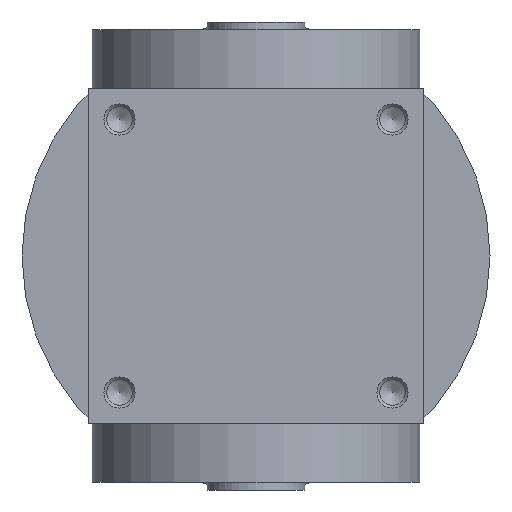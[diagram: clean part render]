
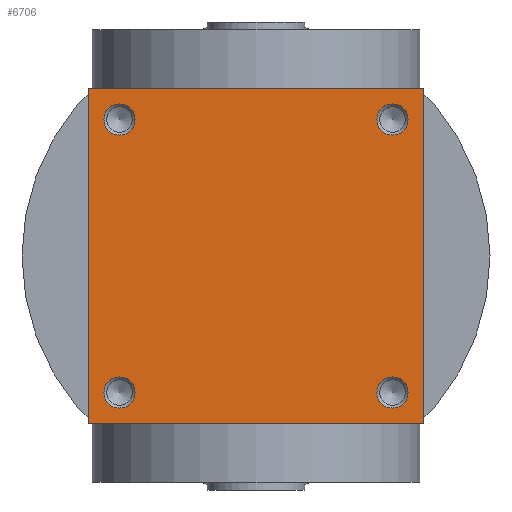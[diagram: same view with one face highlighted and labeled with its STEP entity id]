
A CAD part, left-side view. The second image highlights one B-rep face of the part: STEP entity #6706.
In plain terms, the highlighted face is planar.
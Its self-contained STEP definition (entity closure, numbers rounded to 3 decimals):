
#288=LINE('',#9607,#622);
#292=LINE('',#9624,#626);
#295=LINE('',#9640,#629);
#298=LINE('',#9654,#632);
#622=VECTOR('',#8181,1000.);
#626=VECTOR('',#8195,1000.);
#629=VECTOR('',#8210,1000.);
#632=VECTOR('',#8223,1000.);
#1402=ORIENTED_EDGE('',*,*,#2522,.F.);
#1403=ORIENTED_EDGE('',*,*,#2523,.T.);
#1404=ORIENTED_EDGE('',*,*,#2524,.F.);
#1405=ORIENTED_EDGE('',*,*,#2525,.T.);
#1406=ORIENTED_EDGE('',*,*,#2493,.F.);
#1407=ORIENTED_EDGE('',*,*,#2516,.F.);
#1408=ORIENTED_EDGE('',*,*,#2509,.F.);
#1409=ORIENTED_EDGE('',*,*,#2501,.F.);
#2493=EDGE_CURVE('',#3043,#3044,#288,.T.);
#2501=EDGE_CURVE('',#3044,#3051,#292,.T.);
#2509=EDGE_CURVE('',#3051,#3058,#295,.T.);
#2516=EDGE_CURVE('',#3058,#3043,#298,.T.);
#2522=EDGE_CURVE('',#3068,#3068,#3416,.T.);
#2523=EDGE_CURVE('',#3069,#3069,#3417,.T.);
#2524=EDGE_CURVE('',#3070,#3070,#3418,.T.);
#2525=EDGE_CURVE('',#3071,#3071,#3419,.T.);
#3043=VERTEX_POINT('',#9608);
#3044=VERTEX_POINT('',#9609);
#3051=VERTEX_POINT('',#9625);
#3058=VERTEX_POINT('',#9641);
#3068=VERTEX_POINT('',#9667);
#3069=VERTEX_POINT('',#9669);
#3070=VERTEX_POINT('',#9671);
#3071=VERTEX_POINT('',#9673);
#3416=CIRCLE('',#7250,4.);
#3417=CIRCLE('',#7251,4.);
#3418=CIRCLE('',#7252,4.);
#3419=CIRCLE('',#7253,4.);
#3629=EDGE_LOOP('',(#1402));
#3630=EDGE_LOOP('',(#1403));
#3631=EDGE_LOOP('',(#1404));
#3632=EDGE_LOOP('',(#1405));
#3633=EDGE_LOOP('',(#1406,#1407,#1408,#1409));
#4097=FACE_BOUND('',#3629,.T.);
#4098=FACE_BOUND('',#3630,.T.);
#4099=FACE_BOUND('',#3631,.T.);
#4100=FACE_BOUND('',#3632,.T.);
#4101=FACE_BOUND('',#3633,.T.);
#4435=PLANE('',#7249);
#6706=ADVANCED_FACE('',(#4097,#4098,#4099,#4100,#4101),#4435,.F.);
#7249=AXIS2_PLACEMENT_3D('',#9665,#8235,#8236);
#7250=AXIS2_PLACEMENT_3D('',#9666,#8237,#8238);
#7251=AXIS2_PLACEMENT_3D('',#9668,#8239,#8240);
#7252=AXIS2_PLACEMENT_3D('',#9670,#8241,#8242);
#7253=AXIS2_PLACEMENT_3D('',#9672,#8243,#8244);
#8181=DIRECTION('',(0.,-1.,0.));
#8195=DIRECTION('',(1.,0.,0.));
#8210=DIRECTION('',(0.,1.,0.));
#8223=DIRECTION('',(-1.,0.,0.));
#8235=DIRECTION('',(0.,0.,1.));
#8236=DIRECTION('',(1.,0.,0.));
#8237=DIRECTION('',(0.,0.,-1.));
#8238=DIRECTION('',(-1.,0.,0.));
#8239=DIRECTION('',(0.,0.,1.));
#8240=DIRECTION('',(1.,0.,0.));
#8241=DIRECTION('',(0.,0.,-1.));
#8242=DIRECTION('',(-1.,0.,0.));
#8243=DIRECTION('',(0.,0.,1.));
#8244=DIRECTION('',(1.,0.,0.));
#9607=CARTESIAN_POINT('',(-43.,43.,-43.));
#9608=CARTESIAN_POINT('',(-43.,43.,-43.));
#9609=CARTESIAN_POINT('',(-43.,-43.,-43.));
#9624=CARTESIAN_POINT('',(-43.,-43.,-43.));
#9625=CARTESIAN_POINT('',(43.,-43.,-43.));
#9640=CARTESIAN_POINT('',(43.,-43.,-43.));
#9641=CARTESIAN_POINT('',(43.,43.,-43.));
#9654=CARTESIAN_POINT('',(43.,43.,-43.));
#9665=CARTESIAN_POINT('',(0.,0.,-43.));
#9666=CARTESIAN_POINT('',(-35.,35.,-43.));
#9667=CARTESIAN_POINT('',(-39.,35.,-43.));
#9668=CARTESIAN_POINT('',(35.,35.,-43.));
#9669=CARTESIAN_POINT('',(39.,35.,-43.));
#9670=CARTESIAN_POINT('',(-35.,-35.,-43.));
#9671=CARTESIAN_POINT('',(-39.,-35.,-43.));
#9672=CARTESIAN_POINT('',(35.,-35.,-43.));
#9673=CARTESIAN_POINT('',(39.,-35.,-43.));
